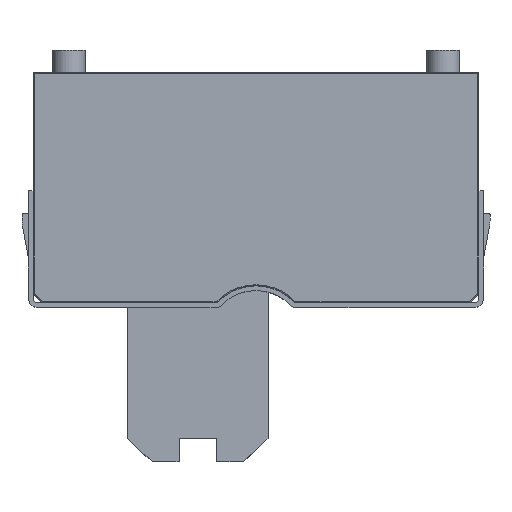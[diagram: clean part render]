
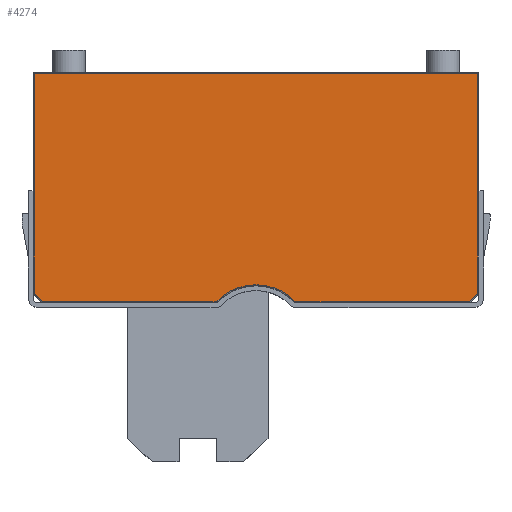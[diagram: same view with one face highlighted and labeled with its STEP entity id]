
A CAD part, top view. The second image highlights one B-rep face of the part: STEP entity #4274.
In plain terms, the highlighted planar face has unit normal (0, 0, 1).
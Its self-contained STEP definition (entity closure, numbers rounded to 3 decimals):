
#133=CIRCLE('',#4540,0.026);
#134=CIRCLE('',#4541,1.161);
#135=CIRCLE('',#4542,0.026);
#822=ORIENTED_EDGE('',*,*,#1490,.T.);
#823=ORIENTED_EDGE('',*,*,#1491,.T.);
#824=ORIENTED_EDGE('',*,*,#1492,.T.);
#825=ORIENTED_EDGE('',*,*,#1493,.T.);
#826=ORIENTED_EDGE('',*,*,#1494,.T.);
#827=ORIENTED_EDGE('',*,*,#1495,.T.);
#828=ORIENTED_EDGE('',*,*,#1496,.T.);
#829=ORIENTED_EDGE('',*,*,#1497,.T.);
#830=ORIENTED_EDGE('',*,*,#1498,.T.);
#831=ORIENTED_EDGE('',*,*,#1499,.T.);
#832=ORIENTED_EDGE('',*,*,#1500,.T.);
#833=ORIENTED_EDGE('',*,*,#1501,.T.);
#1490=EDGE_CURVE('',#1853,#1854,#2150,.T.);
#1491=EDGE_CURVE('',#1854,#1855,#2151,.T.);
#1492=EDGE_CURVE('',#1855,#1856,#133,.F.);
#1493=EDGE_CURVE('',#1856,#1857,#134,.T.);
#1494=EDGE_CURVE('',#1857,#1858,#135,.F.);
#1495=EDGE_CURVE('',#1858,#1859,#2152,.T.);
#1496=EDGE_CURVE('',#1859,#1860,#2153,.T.);
#1497=EDGE_CURVE('',#1860,#1861,#2154,.T.);
#1498=EDGE_CURVE('',#1861,#1862,#2155,.F.);
#1499=EDGE_CURVE('',#1862,#1863,#2156,.F.);
#1500=EDGE_CURVE('',#1863,#1864,#2157,.T.);
#1501=EDGE_CURVE('',#1864,#1853,#2158,.T.);
#1853=VERTEX_POINT('',#6229);
#1854=VERTEX_POINT('',#6230);
#1855=VERTEX_POINT('',#6232);
#1856=VERTEX_POINT('',#6234);
#1857=VERTEX_POINT('',#6236);
#1858=VERTEX_POINT('',#6238);
#1859=VERTEX_POINT('',#6240);
#1860=VERTEX_POINT('',#6242);
#1861=VERTEX_POINT('',#6244);
#1862=VERTEX_POINT('',#6246);
#1863=VERTEX_POINT('',#6248);
#1864=VERTEX_POINT('',#6250);
#2150=LINE('',#6228,#2447);
#2151=LINE('',#6231,#2448);
#2152=LINE('',#6239,#2449);
#2153=LINE('',#6241,#2450);
#2154=LINE('',#6243,#2451);
#2155=LINE('',#6245,#2452);
#2156=LINE('',#6247,#2453);
#2157=LINE('',#6249,#2454);
#2158=LINE('',#6251,#2455);
#2447=VECTOR('',#5257,1000.);
#2448=VECTOR('',#5258,1000.);
#2449=VECTOR('',#5265,1000.);
#2450=VECTOR('',#5266,1000.);
#2451=VECTOR('',#5267,1000.);
#2452=VECTOR('',#5268,1000.);
#2453=VECTOR('',#5269,1000.);
#2454=VECTOR('',#5270,1000.);
#2455=VECTOR('',#5271,1000.);
#2632=EDGE_LOOP('',(#822,#823,#824,#825,#826,#827,#828,#829,#830,#831,#832,
#833));
#2817=FACE_BOUND('',#2632,.T.);
#2961=PLANE('',#4539);
#4274=ADVANCED_FACE('',(#2817),#2961,.F.);
#4539=AXIS2_PLACEMENT_3D('',#6227,#5255,#5256);
#4540=AXIS2_PLACEMENT_3D('',#6233,#5259,#5260);
#4541=AXIS2_PLACEMENT_3D('',#6235,#5261,#5262);
#4542=AXIS2_PLACEMENT_3D('',#6237,#5263,#5264);
#5255=DIRECTION('',(0.,0.,-1.));
#5256=DIRECTION('',(-1.,0.,0.));
#5257=DIRECTION('',(0.699,-0.715,0.));
#5258=DIRECTION('',(1.,0.,0.));
#5259=DIRECTION('',(0.,0.,-1.));
#5260=DIRECTION('',(-1.,0.,0.));
#5261=DIRECTION('',(0.,0.,-1.));
#5262=DIRECTION('',(-1.,0.,0.));
#5263=DIRECTION('',(0.,0.,-1.));
#5264=DIRECTION('',(-1.,0.,0.));
#5265=DIRECTION('',(1.,0.,0.));
#5266=DIRECTION('',(0.699,0.715,0.));
#5267=DIRECTION('',(0.,1.,0.));
#5268=DIRECTION('',(0.,-1.,0.));
#5269=DIRECTION('',(1.,0.,0.));
#5270=DIRECTION('',(0.,-1.,0.));
#5271=DIRECTION('',(0.,-1.,0.));
#6227=CARTESIAN_POINT('',(0.,0.,1.5));
#6228=CARTESIAN_POINT('',(-2.269,-2.219,1.5));
#6229=CARTESIAN_POINT('',(-4.738,0.305,1.5));
#6230=CARTESIAN_POINT('',(-4.56,0.124,1.5));
#6231=CARTESIAN_POINT('',(0.,0.124,1.5));
#6232=CARTESIAN_POINT('',(-0.855,0.124,1.5));
#6233=CARTESIAN_POINT('',(-0.855,0.15,1.5));
#6234=CARTESIAN_POINT('',(-0.836,0.132,1.5));
#6235=CARTESIAN_POINT('',(-0.001,-0.674,1.5));
#6236=CARTESIAN_POINT('',(0.834,0.132,1.5));
#6237=CARTESIAN_POINT('',(0.853,0.15,1.5));
#6238=CARTESIAN_POINT('',(0.853,0.124,1.5));
#6239=CARTESIAN_POINT('',(0.,0.124,1.5));
#6240=CARTESIAN_POINT('',(4.56,0.124,1.5));
#6241=CARTESIAN_POINT('',(2.269,-2.219,1.5));
#6242=CARTESIAN_POINT('',(4.738,0.305,1.5));
#6243=CARTESIAN_POINT('',(4.738,0.,1.5));
#6244=CARTESIAN_POINT('',(4.738,2.499,1.5));
#6245=CARTESIAN_POINT('',(4.738,5.025,1.5));
#6246=CARTESIAN_POINT('',(4.738,5.005,1.5));
#6247=CARTESIAN_POINT('',(-4.758,5.005,1.5));
#6248=CARTESIAN_POINT('',(-4.738,5.005,1.5));
#6249=CARTESIAN_POINT('',(-4.738,0.,1.5));
#6250=CARTESIAN_POINT('',(-4.738,2.499,1.5));
#6251=CARTESIAN_POINT('',(-4.738,0.,1.5));
